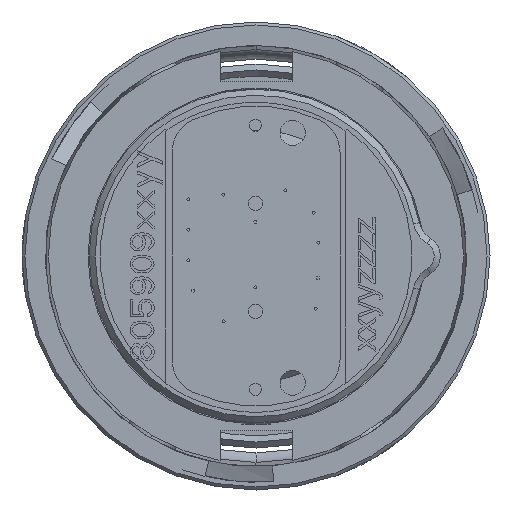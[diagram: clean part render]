
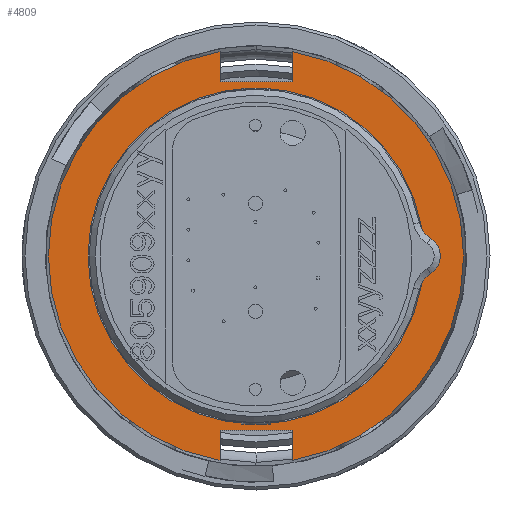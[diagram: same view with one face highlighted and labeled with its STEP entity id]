
A CAD part, front view. The second image highlights one B-rep face of the part: STEP entity #4809.
In plain terms, the highlighted planar face has unit normal (0, -1, 0).
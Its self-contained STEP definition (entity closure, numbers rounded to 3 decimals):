
#4414=CARTESIAN_POINT('',(0.,-168.5,0.));
#4415=DIRECTION('',(0.,-1.,0.));
#4416=DIRECTION('',(0.,0.,1.));
#4417=AXIS2_PLACEMENT_3D('',#4414,#4415,#4416);
#4419=CARTESIAN_POINT('',(0.,-168.5,0.));
#4420=DIRECTION('',(0.,1.,0.));
#4421=DIRECTION('',(0.,0.,1.));
#4422=AXIS2_PLACEMENT_3D('',#4419,#4420,#4421);
#4424=CARTESIAN_POINT('',(0.,-168.5,0.));
#4425=DIRECTION('',(0.,1.,0.));
#4426=DIRECTION('',(-0.173,0.,-0.985));
#4427=AXIS2_PLACEMENT_3D('',#4424,#4425,#4426);
#4429=DIRECTION('',(0.,0.,-1.));
#4430=VECTOR('',#4429,2.538);
#4431=CARTESIAN_POINT('',(-3.,-168.5,17.038));
#4432=LINE('',#4431,#4430);
#4433=DIRECTION('',(1.,0.,0.));
#4434=VECTOR('',#4433,6.);
#4435=CARTESIAN_POINT('',(-3.,-168.5,14.5));
#4436=LINE('',#4435,#4434);
#4437=DIRECTION('',(0.,0.,1.));
#4438=VECTOR('',#4437,2.538);
#4439=CARTESIAN_POINT('',(3.,-168.5,14.5));
#4440=LINE('',#4439,#4438);
#4441=CARTESIAN_POINT('',(0.,-168.5,0.));
#4442=DIRECTION('',(0.,1.,0.));
#4443=DIRECTION('',(0.173,0.,0.985));
#4444=AXIS2_PLACEMENT_3D('',#4441,#4442,#4443);
#4446=DIRECTION('',(0.,0.,1.));
#4447=VECTOR('',#4446,2.538);
#4448=CARTESIAN_POINT('',(3.,-168.5,-17.038));
#4449=LINE('',#4448,#4447);
#4450=DIRECTION('',(-1.,0.,0.));
#4451=VECTOR('',#4450,6.);
#4452=CARTESIAN_POINT('',(3.,-168.5,-14.5));
#4453=LINE('',#4452,#4451);
#4454=DIRECTION('',(0.,0.,-1.));
#4455=VECTOR('',#4454,2.538);
#4456=CARTESIAN_POINT('',(-3.,-168.5,-14.5));
#4457=LINE('',#4456,#4455);
#4685=CARTESIAN_POINT('',(0.,-168.5,14.));
#4686=CARTESIAN_POINT('',(0.,-168.5,-14.));
#4687=VERTEX_POINT('',#4685);
#4688=VERTEX_POINT('',#4686);
#4689=CARTESIAN_POINT('',(3.,-168.5,-14.5));
#4690=CARTESIAN_POINT('',(-3.,-168.5,-14.5));
#4691=VERTEX_POINT('',#4689);
#4692=VERTEX_POINT('',#4690);
#4693=CARTESIAN_POINT('',(-3.,-168.5,14.5));
#4694=CARTESIAN_POINT('',(3.,-168.5,14.5));
#4695=VERTEX_POINT('',#4693);
#4696=VERTEX_POINT('',#4694);
#4757=CARTESIAN_POINT('',(3.,-168.5,-17.038));
#4758=VERTEX_POINT('',#4757);
#4759=CARTESIAN_POINT('',(-3.,-168.5,-17.038));
#4760=VERTEX_POINT('',#4759);
#4761=CARTESIAN_POINT('',(-3.,-168.5,17.038));
#4762=VERTEX_POINT('',#4761);
#4763=CARTESIAN_POINT('',(3.,-168.5,17.038));
#4764=VERTEX_POINT('',#4763);
#4781=CARTESIAN_POINT('',(0.,-168.5,0.));
#4782=DIRECTION('',(0.,1.,0.));
#4783=DIRECTION('',(0.,0.,1.));
#4784=AXIS2_PLACEMENT_3D('',#4781,#4782,#4783);
#4785=PLANE('',#4784);
#4787=ORIENTED_EDGE('',*,*,#4786,.T.);
#4789=ORIENTED_EDGE('',*,*,#4788,.T.);
#4791=ORIENTED_EDGE('',*,*,#4790,.T.);
#4793=ORIENTED_EDGE('',*,*,#4792,.T.);
#4795=ORIENTED_EDGE('',*,*,#4794,.T.);
#4797=ORIENTED_EDGE('',*,*,#4796,.T.);
#4799=ORIENTED_EDGE('',*,*,#4798,.T.);
#4801=ORIENTED_EDGE('',*,*,#4800,.T.);
#4802=EDGE_LOOP('',(#4787,#4789,#4791,#4793,#4795,#4797,#4799,#4801));
#4803=FACE_OUTER_BOUND('',#4802,.F.);
#4805=ORIENTED_EDGE('',*,*,#4804,.T.);
#4806=ORIENTED_EDGE('',*,*,#4774,.F.);
#4807=EDGE_LOOP('',(#4805,#4806));
#4808=FACE_BOUND('',#4807,.F.);
#4809=ADVANCED_FACE('',(#4803,#4808),#4785,.F.);
#4418=CIRCLE('',#4417,14.);
#4423=CIRCLE('',#4422,14.);
#4428=CIRCLE('',#4427,17.3);
#4445=CIRCLE('',#4444,17.3);
#4774=EDGE_CURVE('',#4687,#4688,#4423,.T.);
#4786=EDGE_CURVE('',#4760,#4762,#4428,.T.);
#4788=EDGE_CURVE('',#4762,#4695,#4432,.T.);
#4790=EDGE_CURVE('',#4695,#4696,#4436,.T.);
#4792=EDGE_CURVE('',#4696,#4764,#4440,.T.);
#4794=EDGE_CURVE('',#4764,#4758,#4445,.T.);
#4796=EDGE_CURVE('',#4758,#4691,#4449,.T.);
#4798=EDGE_CURVE('',#4691,#4692,#4453,.T.);
#4800=EDGE_CURVE('',#4692,#4760,#4457,.T.);
#4804=EDGE_CURVE('',#4687,#4688,#4418,.T.);
